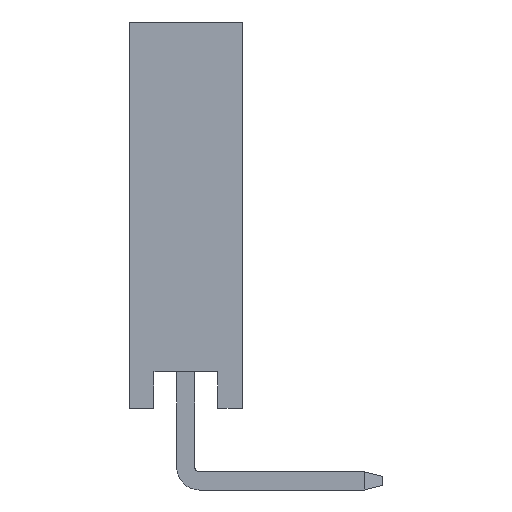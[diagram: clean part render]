
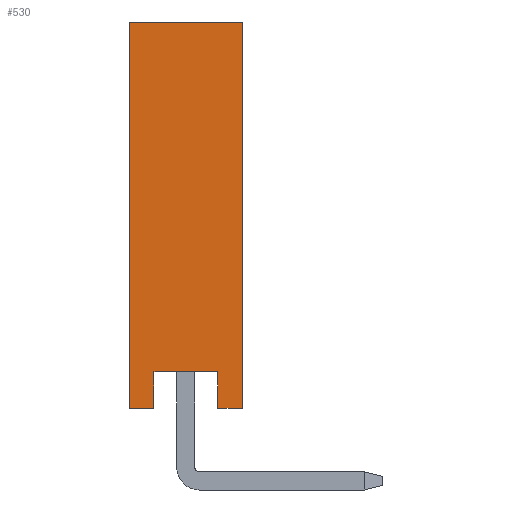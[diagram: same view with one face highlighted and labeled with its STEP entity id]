
A CAD part, left-side view. The second image highlights one B-rep face of the part: STEP entity #530.
In plain terms, the highlighted planar face has unit normal (-1, 0, 0).
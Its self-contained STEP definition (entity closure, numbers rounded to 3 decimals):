
#530 = ADVANCED_FACE( '', ( #1158 ), #1159, .F. );
#1158 = FACE_OUTER_BOUND( '', #1980, .T. );
#1159 = PLANE( '', #1981 );
#1980 = EDGE_LOOP( '', ( #2953, #2954, #2955, #2956, #2957, #2958, #2959, #2960 ) );
#1981 = AXIS2_PLACEMENT_3D( '', #2961, #2962, #2963 );
#2953 = ORIENTED_EDGE( '', *, *, #5264, .F. );
#2954 = ORIENTED_EDGE( '', *, *, #5265, .F. );
#2955 = ORIENTED_EDGE( '', *, *, #5266, .F. );
#2956 = ORIENTED_EDGE( '', *, *, #5267, .T. );
#2957 = ORIENTED_EDGE( '', *, *, #5192, .T. );
#2958 = ORIENTED_EDGE( '', *, *, #5268, .F. );
#2959 = ORIENTED_EDGE( '', *, *, #5269, .F. );
#2960 = ORIENTED_EDGE( '', *, *, #5270, .F. );
#2961 = CARTESIAN_POINT( '', ( -23.11, -1.25, 4.25 ) );
#2962 = DIRECTION( '', ( 1., 0., 0. ) );
#2963 = DIRECTION( '', ( 0., 0., -1. ) );
#5192 = EDGE_CURVE( '', #6191, #6195, #6197, .T. );
#5264 = EDGE_CURVE( '', #6323, #6324, #6325, .T. );
#5265 = EDGE_CURVE( '', #6326, #6323, #6327, .T. );
#5266 = EDGE_CURVE( '', #6328, #6326, #6329, .T. );
#5267 = EDGE_CURVE( '', #6328, #6191, #6330, .T. );
#5268 = EDGE_CURVE( '', #6331, #6195, #6332, .T. );
#5269 = EDGE_CURVE( '', #6333, #6331, #6334, .T. );
#5270 = EDGE_CURVE( '', #6324, #6333, #6335, .T. );
#6191 = VERTEX_POINT( '', #7632 );
#6195 = VERTEX_POINT( '', #7638 );
#6197 = LINE( '', #7641, #7642 );
#6323 = VERTEX_POINT( '', #7824 );
#6324 = VERTEX_POINT( '', #7825 );
#6325 = LINE( '', #7826, #7827 );
#6326 = VERTEX_POINT( '', #7828 );
#6327 = LINE( '', #7829, #7830 );
#6328 = VERTEX_POINT( '', #7831 );
#6329 = LINE( '', #7832, #7833 );
#6330 = LINE( '', #7834, #7835 );
#6331 = VERTEX_POINT( '', #7836 );
#6332 = LINE( '', #7837, #7838 );
#6333 = VERTEX_POINT( '', #7839 );
#6334 = LINE( '', #7840, #7841 );
#6335 = LINE( '', #7842, #7843 );
#7632 = CARTESIAN_POINT( '', ( -23.11, 1.25, 4.25 ) );
#7638 = CARTESIAN_POINT( '', ( -23.11, 1.25, -4.25 ) );
#7641 = CARTESIAN_POINT( '', ( -23.11, 1.25, 4.25 ) );
#7642 = VECTOR( '', #9546, 1000. );
#7824 = CARTESIAN_POINT( '', ( -23.11, -0.7, -4.25 ) );
#7825 = CARTESIAN_POINT( '', ( -23.11, -0.7, -3.45 ) );
#7826 = CARTESIAN_POINT( '', ( -23.11, -0.7, 4.25 ) );
#7827 = VECTOR( '', #9609, 1000. );
#7828 = CARTESIAN_POINT( '', ( -23.11, -1.25, -4.25 ) );
#7829 = CARTESIAN_POINT( '', ( -23.11, -1.25, -4.25 ) );
#7830 = VECTOR( '', #9610, 1000. );
#7831 = CARTESIAN_POINT( '', ( -23.11, -1.25, 4.25 ) );
#7832 = CARTESIAN_POINT( '', ( -23.11, -1.25, 4.25 ) );
#7833 = VECTOR( '', #9611, 1000. );
#7834 = CARTESIAN_POINT( '', ( -23.11, -1.25, 4.25 ) );
#7835 = VECTOR( '', #9612, 1000. );
#7836 = CARTESIAN_POINT( '', ( -23.11, 0.7, -4.25 ) );
#7837 = CARTESIAN_POINT( '', ( -23.11, -1.25, -4.25 ) );
#7838 = VECTOR( '', #9613, 1000. );
#7839 = CARTESIAN_POINT( '', ( -23.11, 0.7, -3.45 ) );
#7840 = CARTESIAN_POINT( '', ( -23.11, 0.7, 4.25 ) );
#7841 = VECTOR( '', #9614, 1000. );
#7842 = CARTESIAN_POINT( '', ( -23.11, -1.25, -3.45 ) );
#7843 = VECTOR( '', #9615, 1000. );
#9546 = DIRECTION( '', ( 0., 0., -1. ) );
#9609 = DIRECTION( '', ( 0., 0., 1. ) );
#9610 = DIRECTION( '', ( 0., 1., 0. ) );
#9611 = DIRECTION( '', ( 0., 0., -1. ) );
#9612 = DIRECTION( '', ( 0., 1., 0. ) );
#9613 = DIRECTION( '', ( 0., 1., 0. ) );
#9614 = DIRECTION( '', ( 0., 0., -1. ) );
#9615 = DIRECTION( '', ( 0., 1., 0. ) );
